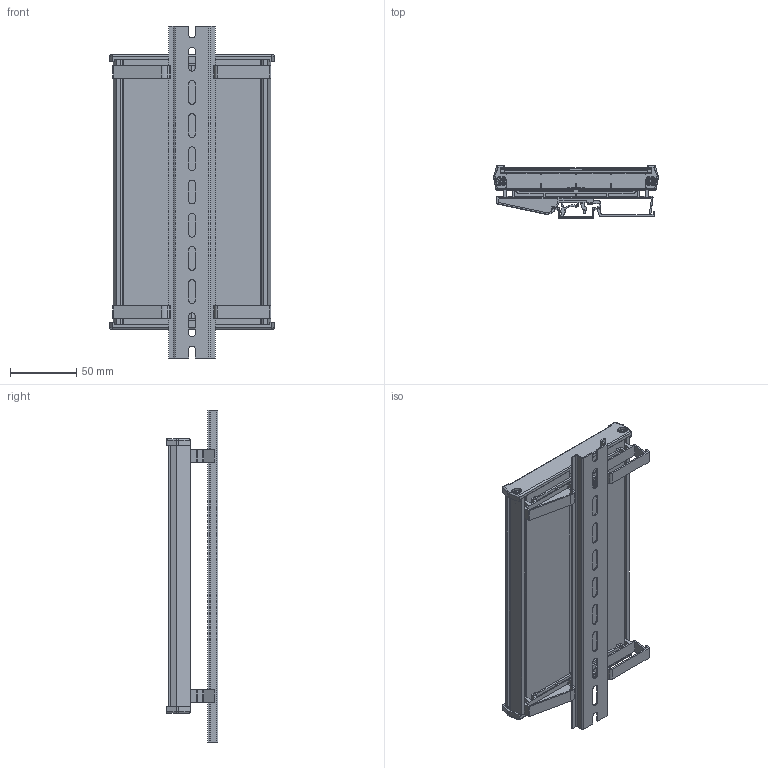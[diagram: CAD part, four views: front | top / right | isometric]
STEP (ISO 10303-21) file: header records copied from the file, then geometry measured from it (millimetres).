
FILE_DESCRIPTION (( 'STEP AP214' ), '1' );
FILE_NAME ('PHCR-200.STEP', '2022-01-24T11:21:26', ( '' ), ( '' ), 'SwSTEP 2.0', 'SolidWorks 2017', '' );
FILE_SCHEMA (( 'AUTOMOTIVE_DESIGN' ));
Length unit declared in the file: millimetre
Products named in the file (18): Side Screw; PCB-108_PCB-200; Mounting Foot_Big; Rail-150; End Piece_Big; PHCR-200; PCB-108; Rail-150_Rail Length - 200; Profile - 108_Profile-200; Profile - 108
Assembly tree (11 placements, depth 2):
  Side Screw
  Side Screw
  Side Screw
  Mounting Foot_Big
  Mounting Foot_Big
Bounding box: 123.8 x 39 x 250 mm (x, y, z)
Volume: 129375.6 mm3; surface area: 180751.8 mm2
Topology: 15 solids, 15 shells, 1242 faces, 3450 edges, 2240 vertices
Faces by surface type: plane 758, cylinder 392, torus 42, bspline 20, cone 20, sphere 10
Entity records: 26799 total; most frequent: CARTESIAN_POINT 4145, ORIENTED_EDGE 3798, DIRECTION 3669, EDGE_CURVE 1899, VECTOR 1415, LINE 1415, VERTEX_POINT 1243, AXIS2_PLACEMENT_3D 1127
